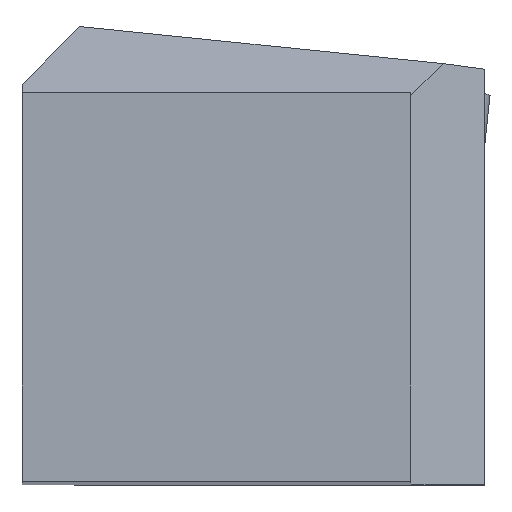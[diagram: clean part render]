
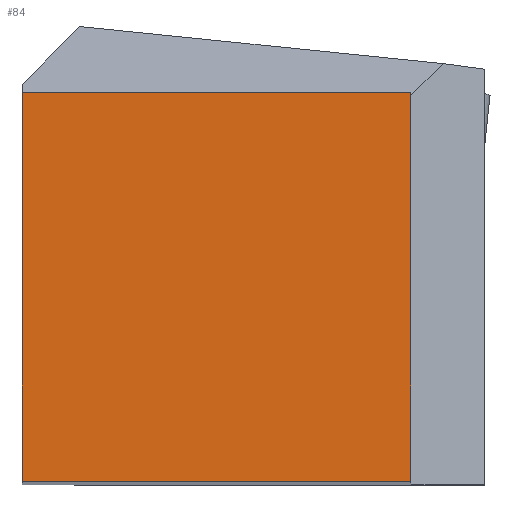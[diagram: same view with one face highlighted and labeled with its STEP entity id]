
A CAD part, top view. The second image highlights one B-rep face of the part: STEP entity #84.
In plain terms, the highlighted planar face has unit normal (0, 0, 1).
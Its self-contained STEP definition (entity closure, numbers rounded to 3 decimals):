
#84=ADVANCED_FACE('',(#144),#118,.T.);
#118=PLANE('',#674);
#144=FACE_OUTER_BOUND('',#174,.T.);
#174=EDGE_LOOP('',(#413,#414,#415,#416));
#201=LINE('',#892,#267);
#230=LINE('',#956,#296);
#240=LINE('',#974,#306);
#241=LINE('',#976,#307);
#267=VECTOR('',#717,1.);
#296=VECTOR('',#768,1.);
#306=VECTOR('',#786,1.);
#307=VECTOR('',#789,1.);
#413=ORIENTED_EDGE('',*,*,#558,.T.);
#414=ORIENTED_EDGE('',*,*,#601,.T.);
#415=ORIENTED_EDGE('',*,*,#590,.T.);
#416=ORIENTED_EDGE('',*,*,#600,.T.);
#502=VERTEX_POINT('',#891);
#503=VERTEX_POINT('',#893);
#526=VERTEX_POINT('',#955);
#527=VERTEX_POINT('',#957);
#558=EDGE_CURVE('',#503,#502,#201,.T.);
#590=EDGE_CURVE('',#527,#526,#230,.T.);
#600=EDGE_CURVE('',#526,#503,#240,.T.);
#601=EDGE_CURVE('',#502,#527,#241,.T.);
#674=AXIS2_PLACEMENT_3D('',#978,#792,#793);
#717=DIRECTION('',(0.,1.,0.));
#768=DIRECTION('',(0.,-1.,0.));
#786=DIRECTION('',(1.,0.,0.));
#789=DIRECTION('',(-1.,0.,0.));
#792=DIRECTION('',(0.,0.,1.));
#793=DIRECTION('',(0.,-1.,0.));
#891=CARTESIAN_POINT('',(50.,50.,0.));
#892=CARTESIAN_POINT('',(50.,0.,0.));
#893=CARTESIAN_POINT('',(50.,0.,0.));
#955=CARTESIAN_POINT('',(0.,0.,0.));
#956=CARTESIAN_POINT('',(0.,50.,0.));
#957=CARTESIAN_POINT('',(0.,50.,0.));
#974=CARTESIAN_POINT('',(0.,0.,0.));
#976=CARTESIAN_POINT('',(50.,50.,0.));
#978=CARTESIAN_POINT('',(25.,25.,0.));
